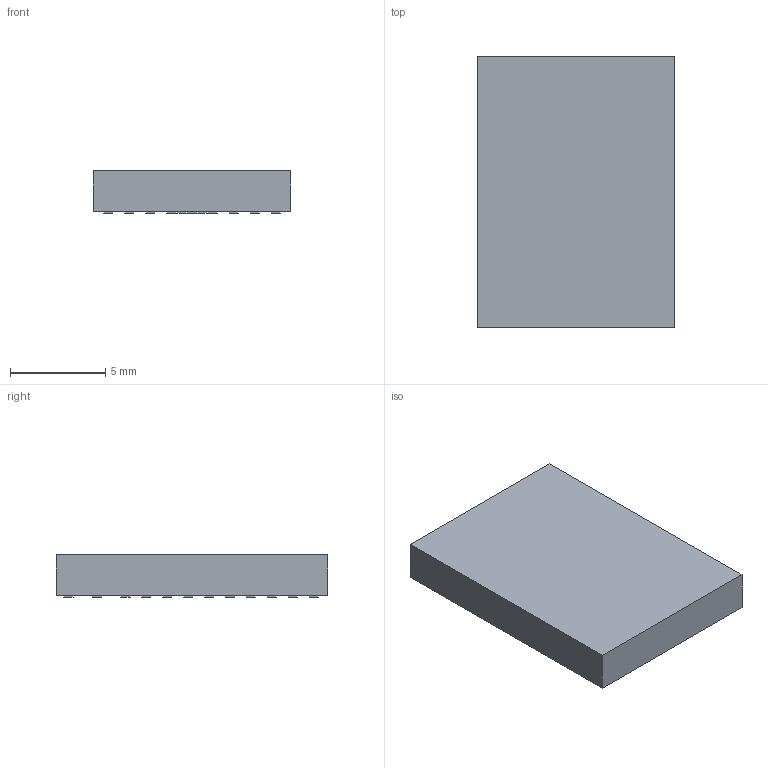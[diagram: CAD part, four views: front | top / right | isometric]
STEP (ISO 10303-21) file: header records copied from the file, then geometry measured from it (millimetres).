
FILE_DESCRIPTION(('FreeCAD Model'),'2;1');
FILE_NAME('18334464.2.4.stp','2024-06-22T08:24:00',( 'Author'),(''),'Open CASCADE STEP processor 6.9','FreeCAD','Unknown' );
FILE_SCHEMA(('AUTOMOTIVE_DESIGN { 1 0 10303 214 1 1 1 1 }'));
Length unit declared in the file: millimetre
Products named in the file (3): ASSEMBLY; Body; Pins
Assembly tree (2 placements, depth 2):
  ASSEMBLY
    Body
    Pins
Bounding box: 10.4 x 14.3 x 2.22 mm (x, y, z)
Volume: 317.3 mm3; surface area: 458.3 mm2
Topology: 87 solids, 87 shells, 522 faces, 1044 edges, 696 vertices
Faces by surface type: plane 522
Entity records: 27461 total; most frequent: CARTESIAN_POINT 4353, DIRECTION 4182, LINE 3132, VECTOR 3132, ORIENTED_EDGE 2088, PCURVE 2088, DEFINITIONAL_REPRESENTATION 2088, EDGE_CURVE 1044
